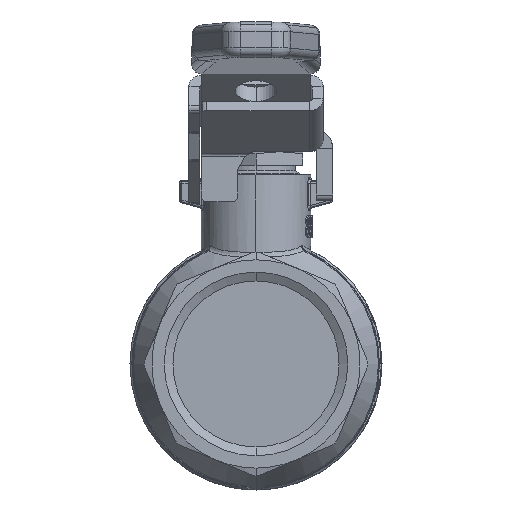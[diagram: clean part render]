
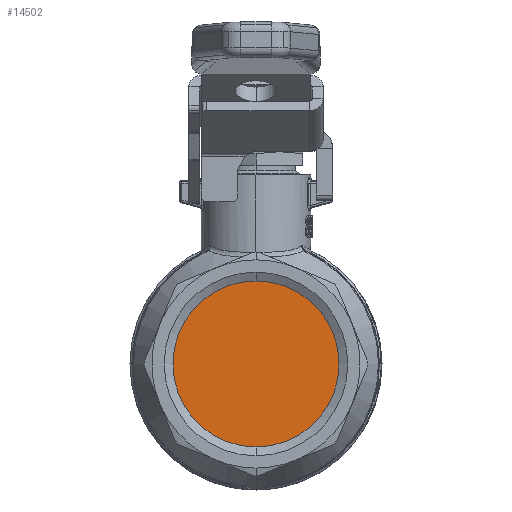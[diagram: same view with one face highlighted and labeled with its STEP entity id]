
A CAD part, front view. The second image highlights one B-rep face of the part: STEP entity #14502.
In plain terms, the highlighted planar face has unit normal (0, -1, 0).
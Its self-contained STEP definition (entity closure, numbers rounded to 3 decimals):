
#11215=CARTESIAN_POINT('',(-0.,-19.5,-15.146));
#11216=VERTEX_POINT('',#11215);
#11230=CARTESIAN_POINT('',(-0.,-19.5,15.146));
#11231=VERTEX_POINT('',#11230);
#11238=CARTESIAN_POINT('',(-0.,-19.5,0.));
#11239=DIRECTION('',(-0.,-1.,0.));
#11240=DIRECTION('',(0.,-0.,-1.));
#11241=AXIS2_PLACEMENT_3D('',#11238,#11239,#11240);
#11242=CIRCLE('',#11241,15.146);
#11243=EDGE_CURVE('',#11216,#11231,#11242,.T.);
#14481=CARTESIAN_POINT('',(-0.,-19.5,0.));
#14482=DIRECTION('',(-0.,-1.,0.));
#14483=DIRECTION('',(0.,-0.,-1.));
#14484=AXIS2_PLACEMENT_3D('',#14481,#14482,#14483);
#14485=CIRCLE('',#14484,15.146);
#14486=EDGE_CURVE('',#11231,#11216,#14485,.T.);
#14493=CARTESIAN_POINT('',(-0.,-19.5,-15.146));
#14494=DIRECTION('',(0.,1.,-0.));
#14495=DIRECTION('',(0.,0.,1.));
#14496=AXIS2_PLACEMENT_3D('',#14493,#14494,#14495);
#14497=PLANE('',#14496);
#14498=ORIENTED_EDGE('',*,*,#14486,.T.);
#14499=ORIENTED_EDGE('',*,*,#11243,.T.);
#14500=EDGE_LOOP('',(#14498,#14499));
#14501=FACE_BOUND('',#14500,.T.);
#14502=ADVANCED_FACE('',(#14501),#14497,.F.);
